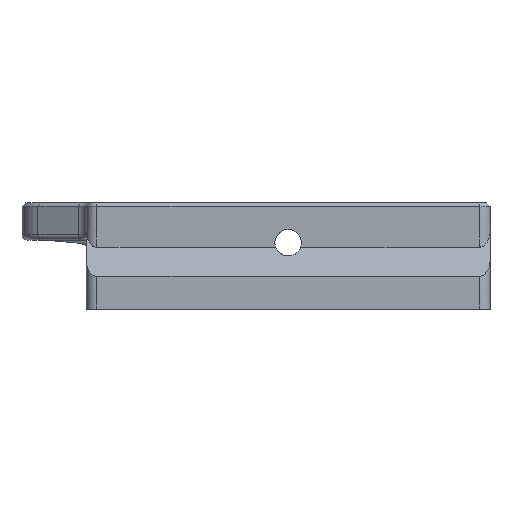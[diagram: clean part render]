
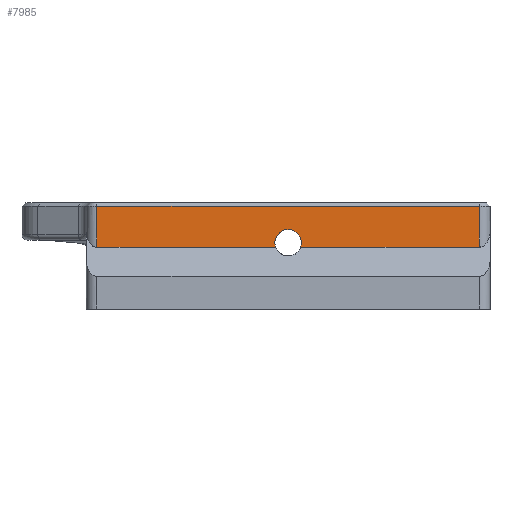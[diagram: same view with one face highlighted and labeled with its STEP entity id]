
A CAD part, front view. The second image highlights one B-rep face of the part: STEP entity #7985.
In plain terms, the highlighted planar face has unit normal (0, -1, 0).
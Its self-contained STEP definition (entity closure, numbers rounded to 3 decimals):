
#369=CIRCLE('',#8438,1.5);
#370=CIRCLE('',#8440,1.5);
#1027=FACE_OUTER_BOUND('',#1497,.T.);
#1497=EDGE_LOOP('',(#6987,#6988,#6989,#6990,#6991,#6992,#6993));
#1983=LINE('',#13276,#2757);
#2106=LINE('',#13674,#2880);
#2325=LINE('',#14113,#3099);
#2326=LINE('',#14114,#3100);
#2327=LINE('',#14115,#3101);
#2757=VECTOR('',#10196,1000.);
#2880=VECTOR('',#10591,1000.);
#3099=VECTOR('',#11030,1000.);
#3100=VECTOR('',#11031,1000.);
#3101=VECTOR('',#11032,1000.);
#3512=VERTEX_POINT('',#12952);
#3513=VERTEX_POINT('',#12954);
#3514=VERTEX_POINT('',#12956);
#3611=VERTEX_POINT('',#13272);
#3613=VERTEX_POINT('',#13275);
#3693=VERTEX_POINT('',#13515);
#3744=VERTEX_POINT('',#13673);
#4393=EDGE_CURVE('',#3513,#3512,#369,.T.);
#4395=EDGE_CURVE('',#3512,#3514,#370,.T.);
#4548=EDGE_CURVE('',#3613,#3611,#1983,.T.);
#4743=EDGE_CURVE('',#3744,#3693,#2106,.T.);
#4992=EDGE_CURVE('',#3611,#3513,#2325,.T.);
#4993=EDGE_CURVE('',#3514,#3744,#2326,.T.);
#4994=EDGE_CURVE('',#3693,#3613,#2327,.T.);
#6987=ORIENTED_EDGE('',*,*,#4992,.T.);
#6988=ORIENTED_EDGE('',*,*,#4393,.T.);
#6989=ORIENTED_EDGE('',*,*,#4395,.T.);
#6990=ORIENTED_EDGE('',*,*,#4993,.T.);
#6991=ORIENTED_EDGE('',*,*,#4743,.T.);
#6992=ORIENTED_EDGE('',*,*,#4994,.T.);
#6993=ORIENTED_EDGE('',*,*,#4548,.T.);
#7540=PLANE('',#8791);
#7985=ADVANCED_FACE('',(#1027),#7540,.F.);
#8438=AXIS2_PLACEMENT_3D('',#12955,#9880,#9881);
#8440=AXIS2_PLACEMENT_3D('',#12958,#9884,#9885);
#8791=AXIS2_PLACEMENT_3D('',#14112,#11028,#11029);
#9880=DIRECTION('center_axis',(0.,1.,0.));
#9881=DIRECTION('ref_axis',(0.,0.,
1.));
#9884=DIRECTION('center_axis',(0.,1.,0.));
#9885=DIRECTION('ref_axis',(0.,0.,
1.));
#10196=DIRECTION('',(0.,0.,-1.));
#10591=DIRECTION('',(0.,0.,1.));
#11028=DIRECTION('center_axis',(0.,1.,0.));
#11029=DIRECTION('ref_axis',(1.,0.,0.));
#11030=DIRECTION('',(1.,0.,0.));
#11031=DIRECTION('',(1.,0.,0.));
#11032=DIRECTION('',(-1.,0.,0.));
#12952=CARTESIAN_POINT('',(93.511,-112.191,-262.862));
#12954=CARTESIAN_POINT('',(92.097,-112.191,-264.862));
#12955=CARTESIAN_POINT('Origin',(93.511,-112.191,-264.362));
#12956=CARTESIAN_POINT('',(94.925,-112.191,-264.862));
#12958=CARTESIAN_POINT('Origin',(93.511,-112.191,-264.362));
#13272=CARTESIAN_POINT('',(71.9,-112.191,-264.862));
#13275=CARTESIAN_POINT('',(71.9,-112.191,-260.262));
#13276=CARTESIAN_POINT('',(71.9,-112.191,-264.412));
#13515=CARTESIAN_POINT('',(115.122,-112.191,-260.262));
#13673=CARTESIAN_POINT('',(115.122,-112.191,-264.862));
#13674=CARTESIAN_POINT('',(115.122,-112.191,-265.362));
#14112=CARTESIAN_POINT('Origin',(70.7,-112.191,-264.862));
#14113=CARTESIAN_POINT('',(70.7,-112.191,-264.862));
#14114=CARTESIAN_POINT('',(70.7,-112.191,-264.862));
#14115=CARTESIAN_POINT('',(70.7,-112.191,-260.262));
